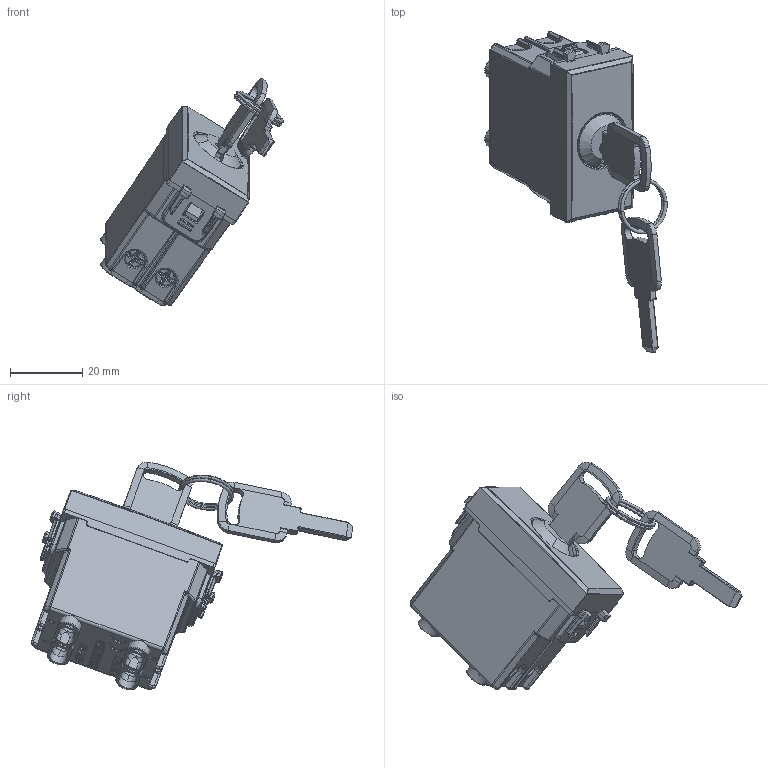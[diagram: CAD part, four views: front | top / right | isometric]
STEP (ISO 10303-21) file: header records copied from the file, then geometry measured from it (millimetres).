
FILE_DESCRIPTION(('CATIA V5 STEP Exchange'),'2;1');
FILE_NAME('442072.stp','2024-02-15T11:15:18+00:00',('none'),('none'),'CATIA Version 5-6 Release 2016 SP6','CATIA V5 STEP AP203','none');
FILE_SCHEMA(('CONFIG_CONTROL_DESIGN'));
Products named in the file (1): 442072
Assembly tree (14 placements, depth 2):
  442072
    #57
    #6369
    #64276
    #102515  x2
    #103514  x2
    #104507  x3
    #106420
    #108097
    #109427
    #110459
Bounding box: 50.62 x 89.22 x 63.2 mm (x, y, z)
Volume: 20386.6 mm3; surface area: 29472.6 mm2
Topology: 20 solids, 20 shells, 3342 faces, 9015 edges, 5623 vertices
Faces by surface type: plane 1787, cylinder 916, bspline 228, cone 176, torus 99, sphere 90, extrusion 34, revolution 12
Entity records: 111625 total; most frequent: CARTESIAN_POINT 40752, ORIENTED_EDGE 16842, DIRECTION 10860, EDGE_CURVE 8421, VERTEX_POINT 5307, VECTOR 4907, LINE 4873, AXIS2_PLACEMENT_3D 3554
